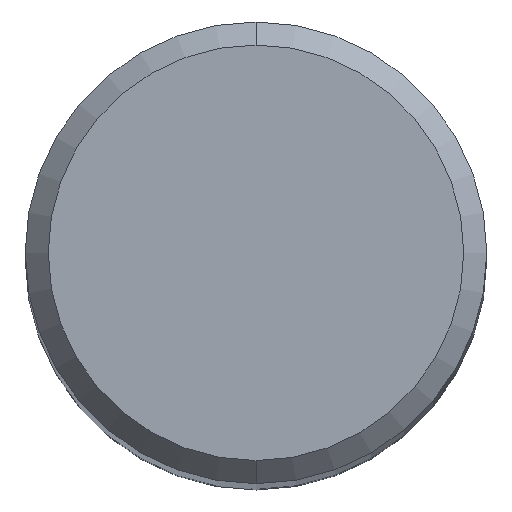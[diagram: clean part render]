
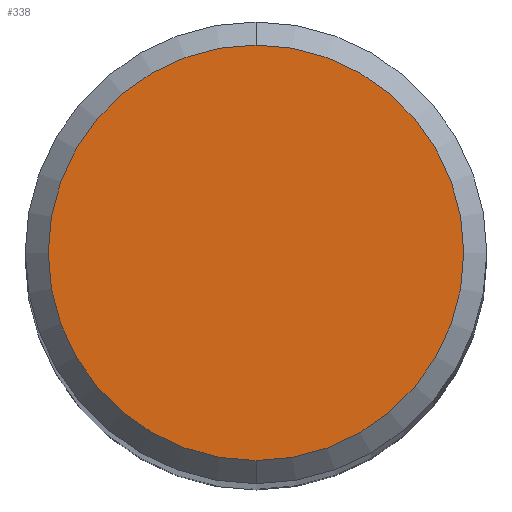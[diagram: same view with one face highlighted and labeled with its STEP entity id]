
A CAD part, top view. The second image highlights one B-rep face of the part: STEP entity #338.
In plain terms, the highlighted planar face has unit normal (0, 0, 1).
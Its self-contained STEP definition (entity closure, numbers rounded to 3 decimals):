
#316=EDGE_CURVE('',#332,#494,#659,.T.);
#332=VERTEX_POINT('',#678);
#338=ADVANCED_FACE('',(#685),#686,.T.);
#486=EDGE_CURVE('',#494,#332,#851,.T.);
#494=VERTEX_POINT('',#861);
#659=CIRCLE('',#1200,4.5);
#678=CARTESIAN_POINT('',(0.0,4.5,0.0));
#685=FACE_OUTER_BOUND('',#1231,.T.);
#686=PLANE('',#1232);
#851=CIRCLE('',#1560,4.5);
#861=CARTESIAN_POINT('',(0.,-4.5,0.0));
#1200=AXIS2_PLACEMENT_3D('',#1720,#1721,#1722);
#1231=EDGE_LOOP('',(#1767,#1768));
#1232=AXIS2_PLACEMENT_3D('',#1769,#1770,#1771);
#1560=AXIS2_PLACEMENT_3D('',#1964,#1965,#1966);
#1720=CARTESIAN_POINT('',(0.0,0.0,0.0));
#1721=DIRECTION('',(0.0,0.0,-1.0));
#1722=DIRECTION('',(0.0,1.0,0.0));
#1767=ORIENTED_EDGE('',*,*,#316,.F.);
#1768=ORIENTED_EDGE('',*,*,#486,.F.);
#1769=CARTESIAN_POINT('',(0.0,2.25,0.0));
#1770=DIRECTION('',(-0.0,0.0,1.0));
#1771=DIRECTION('',(0.0,-1.0,0.0));
#1964=CARTESIAN_POINT('',(0.0,0.0,0.0));
#1965=DIRECTION('',(0.0,0.0,-1.0));
#1966=DIRECTION('',(0.0,1.0,0.0));
